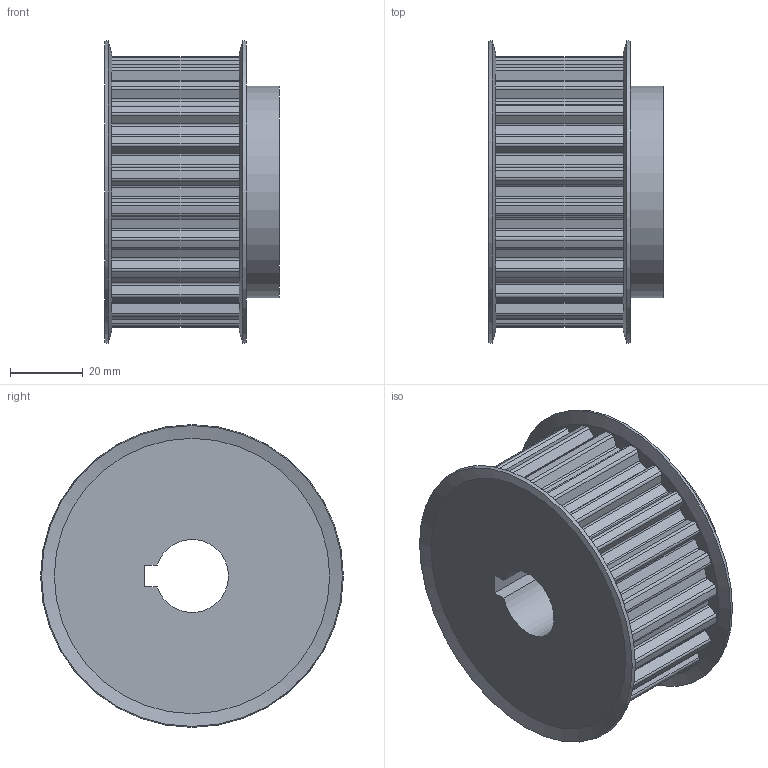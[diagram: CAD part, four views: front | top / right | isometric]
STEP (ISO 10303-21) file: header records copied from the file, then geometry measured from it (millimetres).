
FILE_DESCRIPTION(/* description */ (''),/* implementation_level */ '2;1');
FILE_NAME(/* name */ 'ATC_GT20_Belt_Pulley_2x.step',/* time_stamp */ '2021-01-06T23:43:31+01:00',/* author */ (''),/* organization */ (''),/* preprocessor_version */ 'ST-DEVELOPER v18.1',/* originating_system */ 'Autodesk Translation Framework v9.7.0.1280',/* authorisation */ '');
FILE_SCHEMA (('AUTOMOTIVE_DESIGN { 1 0 10303 214 3 1 1 }'));
Length unit declared in the file: millimetre
Products named in the file (1): ATC_GT20_Belt_Pulley_2x
Bounding box: 47.94 x 83 x 83 mm (x, y, z)
Volume: 160322.2 mm3; surface area: 29949.6 mm2
Topology: 1 solids, 1 shells, 208 faces, 609 edges, 406 vertices
Faces by surface type: cylinder 122, plane 80, cone 6
Full cylindrical faces by diameter (mm): 58 x1
Entity records: 7046 total; most frequent: DIRECTION 1283, CARTESIAN_POINT 1224, ORIENTED_EDGE 1218, EDGE_CURVE 609, AXIS2_PLACEMENT_3D 465, VERTEX_POINT 406, LINE 353, VECTOR 353
